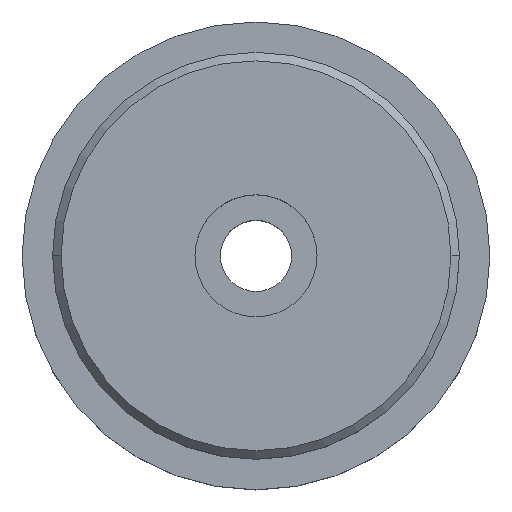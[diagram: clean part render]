
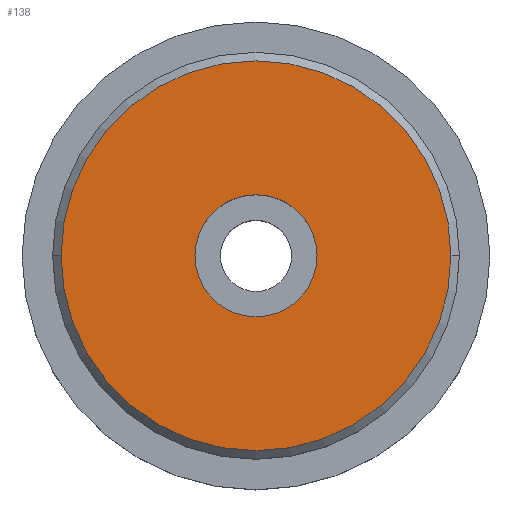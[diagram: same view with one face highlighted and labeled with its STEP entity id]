
A CAD part, top view. The second image highlights one B-rep face of the part: STEP entity #138.
In plain terms, the highlighted planar face has unit normal (0, 0, 1).
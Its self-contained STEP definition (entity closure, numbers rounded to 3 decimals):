
#106=EDGE_CURVE('',#112,#124,#271,.T.);
#112=VERTEX_POINT('',#277);
#124=VERTEX_POINT('',#292);
#138=ADVANCED_FACE('',(#308,#309),#310,.T.);
#180=EDGE_CURVE('',#220,#202,#358,.T.);
#194=EDGE_CURVE('',#202,#220,#373,.T.);
#202=VERTEX_POINT('',#381);
#206=EDGE_CURVE('',#124,#112,#385,.T.);
#220=VERTEX_POINT('',#403);
#271=CIRCLE('',#451,9.0);
#277=CARTESIAN_POINT('',(-9.0,0.,26.0));
#292=CARTESIAN_POINT('',(9.0,0.,26.0));
#308=FACE_OUTER_BOUND('',#495,.T.);
#309=FACE_BOUND('',#496,.T.);
#310=PLANE('',#497);
#358=CIRCLE('',#561,28.75);
#373=CIRCLE('',#579,28.75);
#381=CARTESIAN_POINT('',(28.75,0.,26.0));
#385=CIRCLE('',#598,9.0);
#403=CARTESIAN_POINT('',(-28.75,0.,26.0));
#451=AXIS2_PLACEMENT_3D('',#665,#666,#667);
#495=EDGE_LOOP('',(#712,#713));
#496=EDGE_LOOP('',(#714,#715));
#497=AXIS2_PLACEMENT_3D('',#716,#717,#718);
#561=AXIS2_PLACEMENT_3D('',#776,#777,#778);
#579=AXIS2_PLACEMENT_3D('',#793,#794,#795);
#598=AXIS2_PLACEMENT_3D('',#804,#805,#806);
#665=CARTESIAN_POINT('',(0.0,0.,26.0));
#666=DIRECTION('',(0.0,0.0,1.0));
#667=DIRECTION('',(-1.0,0.,0.0));
#712=ORIENTED_EDGE('',*,*,#180,.T.);
#713=ORIENTED_EDGE('',*,*,#194,.T.);
#714=ORIENTED_EDGE('',*,*,#106,.F.);
#715=ORIENTED_EDGE('',*,*,#206,.F.);
#716=CARTESIAN_POINT('',(-19.5,0.,26.0));
#717=DIRECTION('',(0.0,0.0,1.0));
#718=DIRECTION('',(-1.0,0.,0.0));
#776=CARTESIAN_POINT('',(0.0,0.,26.0));
#777=DIRECTION('',(0.0,0.0,1.0));
#778=DIRECTION('',(-1.0,0.,0.0));
#793=CARTESIAN_POINT('',(0.0,0.,26.0));
#794=DIRECTION('',(0.0,0.0,1.0));
#795=DIRECTION('',(-1.0,0.,0.0));
#804=CARTESIAN_POINT('',(0.0,0.,26.0));
#805=DIRECTION('',(0.0,0.0,1.0));
#806=DIRECTION('',(-1.0,0.,0.0));
